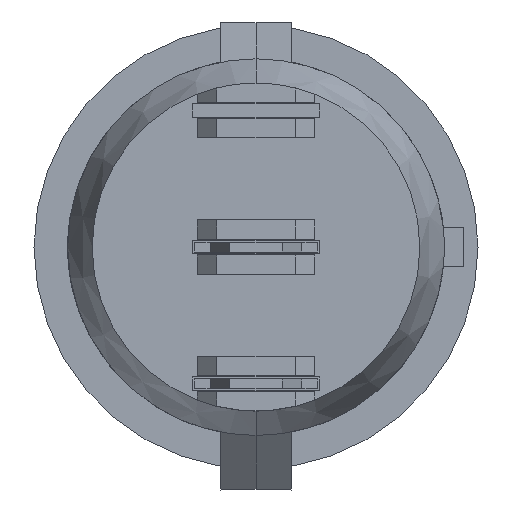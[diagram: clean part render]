
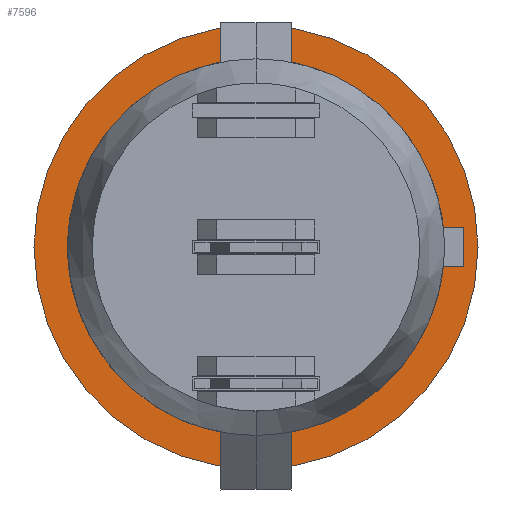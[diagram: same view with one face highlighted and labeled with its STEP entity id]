
A CAD part, front view. The second image highlights one B-rep face of the part: STEP entity #7596.
In plain terms, the highlighted planar face has unit normal (0, -1, 0).
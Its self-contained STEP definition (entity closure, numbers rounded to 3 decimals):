
#193 = DIRECTION ( 'NONE',  ( -1., 0., 0.029 ) ) ;
#321 = VECTOR ( 'NONE', #2811, 1000. ) ;
#334 = ORIENTED_EDGE ( 'NONE', *, *, #10269, .F. ) ;
#411 = ORIENTED_EDGE ( 'NONE', *, *, #6893, .F. ) ;
#517 = AXIS2_PLACEMENT_3D ( 'NONE', #2396, #4026, #9904 ) ;
#601 = VERTEX_POINT ( 'NONE', #994 ) ;
#635 = CARTESIAN_POINT ( 'NONE',  ( -0.566, 0., 9.633 ) ) ;
#656 = DIRECTION ( 'NONE',  ( 1., 0., -0.022 ) ) ;
#710 = LINE ( 'NONE', #9800, #5744 ) ;
#726 = DIRECTION ( 'NONE',  ( 0., 0., 1. ) ) ;
#826 = VERTEX_POINT ( 'NONE', #635 ) ;
#994 = CARTESIAN_POINT ( 'NONE',  ( -1.8, 0., -9.611 ) ) ;
#1049 = CARTESIAN_POINT ( 'NONE',  ( -0.283, 0., 9.642 ) ) ;
#1157 = AXIS2_PLACEMENT_3D ( 'NONE', #7253, #8724, #4585 ) ;
#1323 = LINE ( 'NONE', #5514, #9284 ) ;
#1577 = ORIENTED_EDGE ( 'NONE', *, *, #6220, .T. ) ;
#1736 = ORIENTED_EDGE ( 'NONE', *, *, #3888, .F. ) ;
#1744 = VERTEX_POINT ( 'NONE', #3233 ) ;
#1890 = CARTESIAN_POINT ( 'NONE',  ( -0.209, 0., 9.645 ) ) ;
#1976 = LINE ( 'NONE', #4424, #2754 ) ;
#2064 = ORIENTED_EDGE ( 'NONE', *, *, #2256, .F. ) ;
#2220 = CARTESIAN_POINT ( 'NONE',  ( -1.8, 0., -10.684 ) ) ;
#2253 = ORIENTED_EDGE ( 'NONE', *, *, #8859, .T. ) ;
#2256 = EDGE_CURVE ( 'NONE', #5835, #9079, #5376, .T. ) ;
#2274 = CARTESIAN_POINT ( 'NONE',  ( 0.231, 0., -10.64 ) ) ;
#2396 = CARTESIAN_POINT ( 'NONE',  ( 0., 0., 0. ) ) ;
#2399 = DIRECTION ( 'NONE',  ( 0., 1., 0. ) ) ;
#2432 = CARTESIAN_POINT ( 'NONE',  ( -1.8, 0., 9.689 ) ) ;
#2458 = DIRECTION ( 'NONE',  ( -1., 0., 0.022 ) ) ;
#2703 = CARTESIAN_POINT ( 'NONE',  ( 0., 0., 11.375 ) ) ;
#2749 = DIRECTION ( 'NONE',  ( 0., 0., 1. ) ) ;
#2754 = VECTOR ( 'NONE', #6059, 1000. ) ;
#2811 = DIRECTION ( 'NONE',  ( 0., 0., 1. ) ) ;
#2816 = LINE ( 'NONE', #9620, #9192 ) ;
#2844 = LINE ( 'NONE', #1049, #6581 ) ;
#2990 = ORIENTED_EDGE ( 'NONE', *, *, #7241, .T. ) ;
#3005 = FACE_OUTER_BOUND ( 'NONE', #9915, .T. ) ;
#3233 = CARTESIAN_POINT ( 'NONE',  ( 0.419, 0., -9.641 ) ) ;
#3269 = CARTESIAN_POINT ( 'NONE',  ( 0., 0., 0. ) ) ;
#3414 = VERTEX_POINT ( 'NONE', #2432 ) ;
#3629 = CARTESIAN_POINT ( 'NONE',  ( 1.8, 0., 9.689 ) ) ;
#3630 = CIRCLE ( 'NONE', #5897, 9.65 ) ;
#3757 = VERTEX_POINT ( 'NONE', #6272 ) ;
#3888 = EDGE_CURVE ( 'NONE', #10721, #7166, #8440, .T. ) ;
#3928 = ORIENTED_EDGE ( 'NONE', *, *, #8280, .T. ) ;
#4026 = DIRECTION ( 'NONE',  ( 0., -1., 0. ) ) ;
#4034 = LINE ( 'NONE', #8114, #4361 ) ;
#4200 = LINE ( 'NONE', #9107, #8295 ) ;
#4218 = CARTESIAN_POINT ( 'NONE',  ( 0., 0., 0. ) ) ;
#4336 = CIRCLE ( 'NONE', #517, 9.65 ) ;
#4361 = VECTOR ( 'NONE', #656, 1000. ) ;
#4382 = CARTESIAN_POINT ( 'NONE',  ( 0., 0., -10.645 ) ) ;
#4424 = CARTESIAN_POINT ( 'NONE',  ( 0.209, 0., -9.645 ) ) ;
#4449 = CARTESIAN_POINT ( 'NONE',  ( -1.8, 0., 0. ) ) ;
#4556 = CARTESIAN_POINT ( 'NONE',  ( 1.8, 0., 0. ) ) ;
#4563 = DIRECTION ( 'NONE',  ( 0., 0., 1. ) ) ;
#4568 = ORIENTED_EDGE ( 'NONE', *, *, #5000, .F. ) ;
#4585 = DIRECTION ( 'NONE',  ( 0., 0., 1. ) ) ;
#5000 = EDGE_CURVE ( 'NONE', #9744, #3414, #4200, .T. ) ;
#5012 = EDGE_CURVE ( 'NONE', #7166, #10721, #5859, .T. ) ;
#5235 = VERTEX_POINT ( 'NONE', #6168 ) ;
#5270 = EDGE_CURVE ( 'NONE', #9159, #3414, #1323, .T. ) ;
#5376 = LINE ( 'NONE', #4556, #321 ) ;
#5418 = ORIENTED_EDGE ( 'NONE', *, *, #5012, .F. ) ;
#5494 = AXIS2_PLACEMENT_3D ( 'NONE', #3269, #2399, #7248 ) ;
#5514 = CARTESIAN_POINT ( 'NONE',  ( -1.8, 0., 0. ) ) ;
#5702 = ORIENTED_EDGE ( 'NONE', *, *, #9270, .F. ) ;
#5744 = VECTOR ( 'NONE', #2458, 1000. ) ;
#5835 = VERTEX_POINT ( 'NONE', #8421 ) ;
#5853 = CARTESIAN_POINT ( 'NONE',  ( 0., 0., 9.65 ) ) ;
#5859 = CIRCLE ( 'NONE', #9686, 11.375 ) ;
#5897 = AXIS2_PLACEMENT_3D ( 'NONE', #4218, #7590, #2749 ) ;
#5930 = ORIENTED_EDGE ( 'NONE', *, *, #6270, .T. ) ;
#5983 = ORIENTED_EDGE ( 'NONE', *, *, #8736, .F. ) ;
#6059 = DIRECTION ( 'NONE',  ( 1., 0., 0.022 ) ) ;
#6091 = CARTESIAN_POINT ( 'NONE',  ( -1.8, 0., 9.597 ) ) ;
#6168 = CARTESIAN_POINT ( 'NONE',  ( 1.8, 0., -9.611 ) ) ;
#6220 = EDGE_CURVE ( 'NONE', #9456, #9584, #7226, .T. ) ;
#6222 = FACE_BOUND ( 'NONE', #8552, .T. ) ;
#6270 = EDGE_CURVE ( 'NONE', #5835, #10636, #10599, .T. ) ;
#6272 = CARTESIAN_POINT ( 'NONE',  ( 1.8, 0., -10.684 ) ) ;
#6459 = CARTESIAN_POINT ( 'NONE',  ( 0.283, 0., 9.642 ) ) ;
#6581 = VECTOR ( 'NONE', #8727, 1000. ) ;
#6631 = DIRECTION ( 'NONE',  ( 1., 0., 0.022 ) ) ;
#6674 = VECTOR ( 'NONE', #193, 1000. ) ;
#6795 = VECTOR ( 'NONE', #7175, 1000. ) ;
#6876 = CARTESIAN_POINT ( 'NONE',  ( 0., 0., -11.375 ) ) ;
#6893 = EDGE_CURVE ( 'NONE', #8838, #601, #710, .T. ) ;
#7166 = VERTEX_POINT ( 'NONE', #2703 ) ;
#7175 = DIRECTION ( 'NONE',  ( 0., 0., 1. ) ) ;
#7226 = LINE ( 'NONE', #2274, #9975 ) ;
#7241 = EDGE_CURVE ( 'NONE', #9744, #9079, #8418, .T. ) ;
#7248 = DIRECTION ( 'NONE',  ( 0., 0., 1. ) ) ;
#7253 = CARTESIAN_POINT ( 'NONE',  ( 0., 0., 0. ) ) ;
#7375 = DIRECTION ( 'NONE',  ( -1., 0., 0.022 ) ) ;
#7479 = DIRECTION ( 'NONE',  ( 0., 1., 0. ) ) ;
#7590 = DIRECTION ( 'NONE',  ( 0., -1., 0. ) ) ;
#7596 = ADVANCED_FACE ( 'NONE', ( #3005, #6222 ), #9536, .F. ) ;
#7688 = CARTESIAN_POINT ( 'NONE',  ( -0.419, 0., -9.641 ) ) ;
#7846 = ORIENTED_EDGE ( 'NONE', *, *, #5270, .T. ) ;
#7860 = EDGE_CURVE ( 'NONE', #9456, #3757, #4034, .T. ) ;
#7959 = DIRECTION ( 'NONE',  ( 0., 0., 1. ) ) ;
#8114 = CARTESIAN_POINT ( 'NONE',  ( -0.231, 0., -10.64 ) ) ;
#8280 = EDGE_CURVE ( 'NONE', #9584, #601, #9617, .T. ) ;
#8295 = VECTOR ( 'NONE', #7375, 1000. ) ;
#8418 = LINE ( 'NONE', #1890, #8807 ) ;
#8421 = CARTESIAN_POINT ( 'NONE',  ( 1.8, 0., 9.597 ) ) ;
#8440 = CIRCLE ( 'NONE', #5494, 11.375 ) ;
#8552 = EDGE_LOOP ( 'NONE', ( #334, #2253, #5702, #10131, #1577, #3928, #411, #9807, #5983, #7846, #4568, #2990, #2064, #5930 ) ) ;
#8566 = CARTESIAN_POINT ( 'NONE',  ( 0.566, 0., 9.633 ) ) ;
#8724 = DIRECTION ( 'NONE',  ( 0., 1., 0. ) ) ;
#8727 = DIRECTION ( 'NONE',  ( 1., 0., 0.029 ) ) ;
#8736 = EDGE_CURVE ( 'NONE', #9159, #826, #2844, .T. ) ;
#8807 = VECTOR ( 'NONE', #6631, 1000. ) ;
#8838 = VERTEX_POINT ( 'NONE', #7688 ) ;
#8859 = EDGE_CURVE ( 'NONE', #1744, #5235, #1976, .T. ) ;
#9002 = CARTESIAN_POINT ( 'NONE',  ( 0., 0., 0. ) ) ;
#9017 = DIRECTION ( 'NONE',  ( -1., 0., -0.022 ) ) ;
#9079 = VERTEX_POINT ( 'NONE', #3629 ) ;
#9107 = CARTESIAN_POINT ( 'NONE',  ( 0.209, 0., 9.645 ) ) ;
#9159 = VERTEX_POINT ( 'NONE', #6091 ) ;
#9192 = VECTOR ( 'NONE', #4563, 1000. ) ;
#9270 = EDGE_CURVE ( 'NONE', #3757, #5235, #2816, .T. ) ;
#9284 = VECTOR ( 'NONE', #7959, 1000. ) ;
#9423 = EDGE_CURVE ( 'NONE', #826, #8838, #3630, .T. ) ;
#9456 = VERTEX_POINT ( 'NONE', #4382 ) ;
#9536 = PLANE ( 'NONE',  #1157 ) ;
#9584 = VERTEX_POINT ( 'NONE', #2220 ) ;
#9617 = LINE ( 'NONE', #4449, #6795 ) ;
#9620 = CARTESIAN_POINT ( 'NONE',  ( 1.8, 0., 0. ) ) ;
#9686 = AXIS2_PLACEMENT_3D ( 'NONE', #9002, #7479, #726 ) ;
#9744 = VERTEX_POINT ( 'NONE', #5853 ) ;
#9800 = CARTESIAN_POINT ( 'NONE',  ( -0.209, 0., -9.645 ) ) ;
#9807 = ORIENTED_EDGE ( 'NONE', *, *, #9423, .F. ) ;
#9904 = DIRECTION ( 'NONE',  ( 0., 0., 1. ) ) ;
#9915 = EDGE_LOOP ( 'NONE', ( #1736, #5418 ) ) ;
#9975 = VECTOR ( 'NONE', #9017, 1000. ) ;
#10131 = ORIENTED_EDGE ( 'NONE', *, *, #7860, .F. ) ;
#10269 = EDGE_CURVE ( 'NONE', #1744, #10636, #4336, .T. ) ;
#10599 = LINE ( 'NONE', #6459, #6674 ) ;
#10636 = VERTEX_POINT ( 'NONE', #8566 ) ;
#10721 = VERTEX_POINT ( 'NONE', #6876 ) ;
